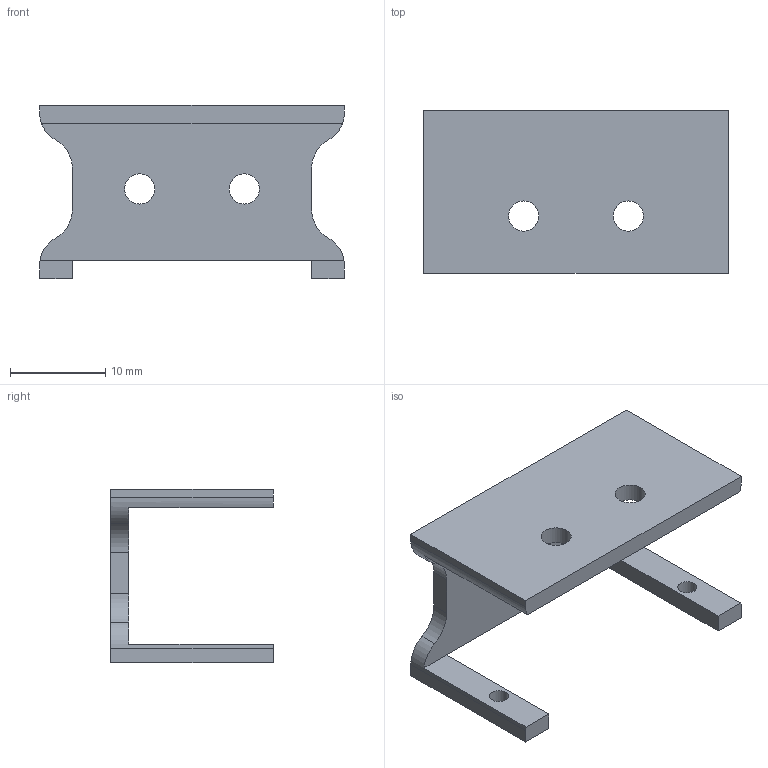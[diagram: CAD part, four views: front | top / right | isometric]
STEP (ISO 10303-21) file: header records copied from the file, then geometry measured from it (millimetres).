
FILE_DESCRIPTION(/* description */ (''),/* implementation_level */ '2;1');
FILE_NAME(/* name */ 'Servo_vice.stp',/* time_stamp */ '2015-10-27T14:39:36-07:00',/* author */ ('powasar16'),/* organization */ (''),/* preprocessor_version */ 'ST-DEVELOPER v16.1',/* originating_system */ 'Autodesk Inventor 2016',/* authorisation */ '');
FILE_SCHEMA (('AUTOMOTIVE_DESIGN { 1 0 10303 214 3 1 1 }'));
Length unit declared in the file: inch
Products named in the file (1): Servo_vice
Bounding box: 32 x 17.08 x 18.18 mm (x, y, z)
Volume: 1932 mm3; surface area: 2506.1 mm2
Topology: 1 solids, 1 shells, 34 faces, 94 edges, 62 vertices
Faces by surface type: plane 20, cylinder 14
Full cylindrical faces by diameter (mm): 2 x2, 3.175 x4
Entity records: 1121 total; most frequent: DIRECTION 190, CARTESIAN_POINT 185, ORIENTED_EDGE 176, EDGE_CURVE 88, AXIS2_PLACEMENT_3D 67, VERTEX_POINT 62, LINE 56, VECTOR 56
